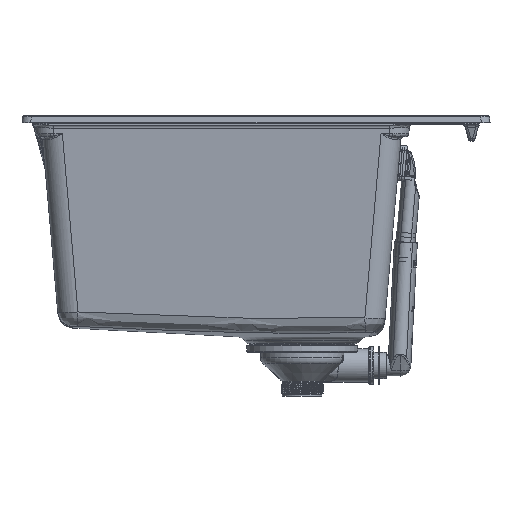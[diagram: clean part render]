
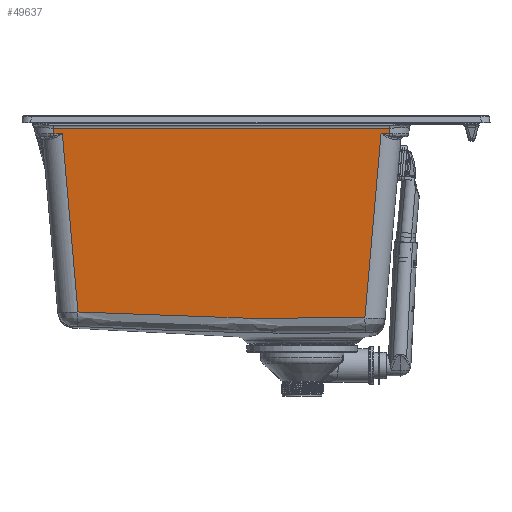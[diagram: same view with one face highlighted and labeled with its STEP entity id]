
A CAD part, front view. The second image highlights one B-rep face of the part: STEP entity #49637.
In plain terms, the highlighted planar face has unit normal (0, -0.996, -0.087).
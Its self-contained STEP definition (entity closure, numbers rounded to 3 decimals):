
#1282=B_SPLINE_CURVE_WITH_KNOTS('',3,(#84775,#84776,#84777,#84778,#84779,
#84780,#84781),.UNSPECIFIED.,.F.,.F.,(4,1,1,1,4),(0.,4.647,13.94,
23.233,32.526),.UNSPECIFIED.);
#6783=FACE_OUTER_BOUND('',#9669,.T.);
#9669=EDGE_LOOP('',(#38587,#38588,#38589,#38590,#38591,#38592,#38593,#38594));
#13218=LINE('',#81655,#16831);
#13257=LINE('',#84163,#16870);
#13265=LINE('',#84769,#16878);
#13266=LINE('',#84771,#16879);
#13267=LINE('',#84773,#16880);
#13268=LINE('',#84782,#16881);
#13269=LINE('',#84783,#16882);
#16831=VECTOR('',#63147,10.);
#16870=VECTOR('',#63376,10.);
#16878=VECTOR('',#63472,10.);
#16879=VECTOR('',#63475,10.);
#16880=VECTOR('',#63476,10.);
#16881=VECTOR('',#63477,10.);
#16882=VECTOR('',#63478,10.);
#20643=VERTEX_POINT('',#81649);
#20644=VERTEX_POINT('',#81653);
#20757=VERTEX_POINT('',#84070);
#20761=VERTEX_POINT('',#84159);
#20764=VERTEX_POINT('',#84191);
#20794=VERTEX_POINT('',#84765);
#20795=VERTEX_POINT('',#84772);
#20796=VERTEX_POINT('',#84774);
#26884=EDGE_CURVE('',#20644,#20643,#13218,.T.);
#27081=EDGE_CURVE('',#20757,#20761,#13257,.T.);
#27146=EDGE_CURVE('',#20794,#20764,#13265,.T.);
#27147=EDGE_CURVE('',#20644,#20761,#13266,.T.);
#27148=EDGE_CURVE('',#20757,#20795,#13267,.T.);
#27149=EDGE_CURVE('',#20796,#20795,#1282,.T.);
#27150=EDGE_CURVE('',#20764,#20796,#13268,.T.);
#27151=EDGE_CURVE('',#20794,#20643,#13269,.T.);
#38587=ORIENTED_EDGE('',*,*,#26884,.F.);
#38588=ORIENTED_EDGE('',*,*,#27147,.T.);
#38589=ORIENTED_EDGE('',*,*,#27081,.F.);
#38590=ORIENTED_EDGE('',*,*,#27148,.T.);
#38591=ORIENTED_EDGE('',*,*,#27149,.F.);
#38592=ORIENTED_EDGE('',*,*,#27150,.F.);
#38593=ORIENTED_EDGE('',*,*,#27146,.F.);
#38594=ORIENTED_EDGE('',*,*,#27151,.T.);
#47427=PLANE('',#53583);
#49637=ADVANCED_FACE('',(#6783),#47427,.T.);
#53583=AXIS2_PLACEMENT_3D('',#84770,#63473,#63474);
#63147=DIRECTION('',(1.,0.,0.));
#63376=DIRECTION('',(-1.,0.,0.));
#63472=DIRECTION('',(-1.,0.,0.));
#63473=DIRECTION('center_axis',(0.,-0.996,
-0.087));
#63474=DIRECTION('ref_axis',(-1.,0.,0.));
#63475=DIRECTION('',(0.087,0.087,-0.992));
#63476=DIRECTION('',(0.087,0.087,-0.992));
#63477=DIRECTION('',(-0.087,0.087,-0.992));
#63478=DIRECTION('',(0.087,-0.087,0.992));
#81649=CARTESIAN_POINT('',(156.776,-379.992,-6.108));
#81653=CARTESIAN_POINT('',(-224.376,-379.992,-6.108));
#81655=CARTESIAN_POINT('',(84.75,-379.992,-6.108));
#84070=CARTESIAN_POINT('',(-214.334,-379.446,-12.349));
#84159=CARTESIAN_POINT('',(-223.83,-379.446,-12.349));
#84163=CARTESIAN_POINT('',(-30.925,-379.446,-12.349));
#84191=CARTESIAN_POINT('',(146.734,-379.446,-12.349));
#84765=CARTESIAN_POINT('',(156.23,-379.446,-12.349));
#84769=CARTESIAN_POINT('',(161.525,-379.446,-12.349));
#84770=CARTESIAN_POINT('Origin',(164.4,-381.173,7.39));
#84771=CARTESIAN_POINT('',(-224.143,-379.76,-8.767));
#84772=CARTESIAN_POINT('',(-196.653,-361.765,-214.447));
#84773=CARTESIAN_POINT('',(-214.687,-379.799,-8.315));
#84774=CARTESIAN_POINT('',(128.46,-361.172,-221.222));
#84775=CARTESIAN_POINT('Ctrl Pts',(128.46,-361.172,-221.222));
#84776=CARTESIAN_POINT('Ctrl Pts',(112.976,-361.142,-221.571));
#84777=CARTESIAN_POINT('Ctrl Pts',(66.515,-361.072,-222.367));
#84778=CARTESIAN_POINT('Ctrl Pts',(-10.933,-361.133,
-221.675));
#84779=CARTESIAN_POINT('Ctrl Pts',(-103.812,-361.41,
-218.51));
#84780=CARTESIAN_POINT('Ctrl Pts',(-165.708,-361.643,
-215.845));
#84781=CARTESIAN_POINT('Ctrl Pts',(-196.653,-361.765,
-214.447));
#84782=CARTESIAN_POINT('',(147.217,-379.929,-6.833));
#84783=CARTESIAN_POINT('',(155.217,-378.433,-23.933));
